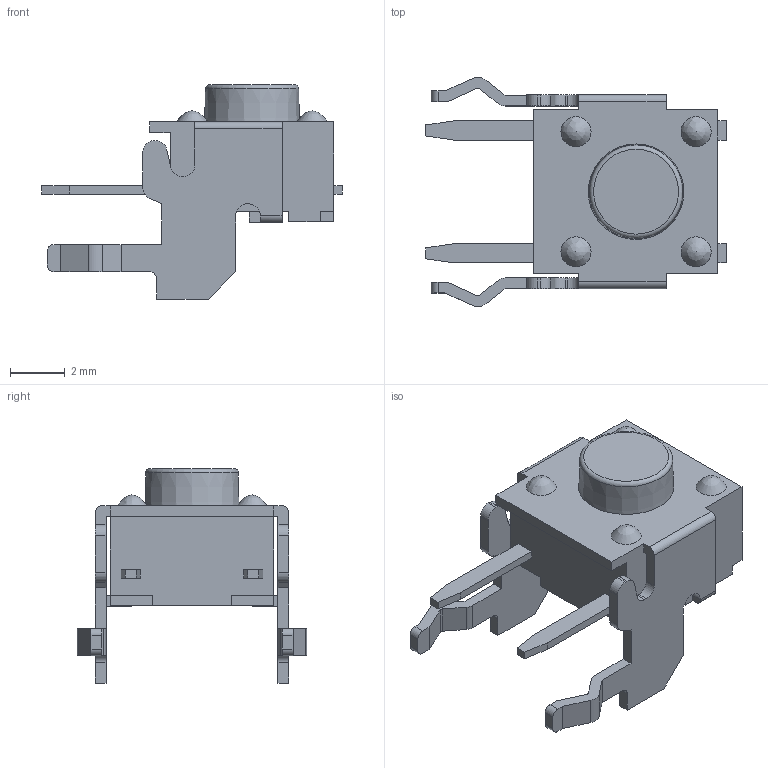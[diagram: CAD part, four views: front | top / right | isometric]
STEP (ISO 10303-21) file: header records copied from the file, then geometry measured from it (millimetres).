
FILE_DESCRIPTION(/* description */ (''),/* implementation_level */ '2;1');
FILE_NAME(/* name */ 'TL1105VF-Red.step',/* time_stamp */ '2021-02-09T18:16:36+01:00',/* author */ (''),/* organization */ (''),/* preprocessor_version */ 'ST-DEVELOPER v18.1',/* originating_system */ 'Autodesk Translation Framework v9.7.1.1290',/* authorisation */ '');
FILE_SCHEMA (('AUTOMOTIVE_DESIGN { 1 0 10303 214 3 1 1 }'));
Length unit declared in the file: inch
Products named in the file (1): TL1105VFxxxx
Bounding box: 11 x 8.4 x 7.85 mm (x, y, z)
Volume: 135.9 mm3; surface area: 449.1 mm2
Topology: 1 solids, 2 shells, 254 faces, 689 edges, 450 vertices
Faces by surface type: plane 171, cylinder 72, torus 5, bspline 5, cone 1
Full cylindrical faces by diameter (mm): 3.5 x1, 5 x1
Entity records: 8128 total; most frequent: CARTESIAN_POINT 1571, ORIENTED_EDGE 1368, DIRECTION 1321, EDGE_CURVE 684, LINE 539, VECTOR 539, VERTEX_POINT 450, AXIS2_PLACEMENT_3D 391
